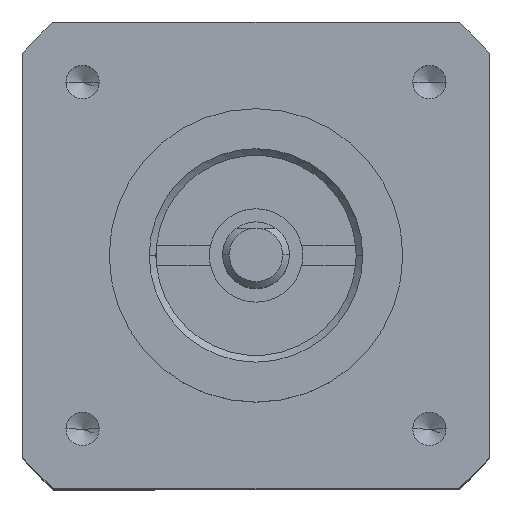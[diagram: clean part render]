
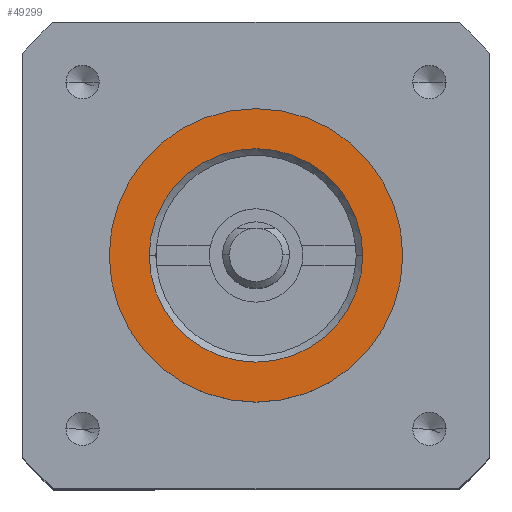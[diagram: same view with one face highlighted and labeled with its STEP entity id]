
A CAD part, top view. The second image highlights one B-rep face of the part: STEP entity #49299.
In plain terms, the highlighted planar face has unit normal (0, 0, 1).
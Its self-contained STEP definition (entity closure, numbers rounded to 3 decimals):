
#141 = CARTESIAN_POINT ( 'NONE',  ( 0., 0., 34. ) ) ;
#2439 = DIRECTION ( 'NONE',  ( 1., 0., 0. ) ) ;
#3953 = AXIS2_PLACEMENT_3D ( 'NONE', #141, #80449, #39317 ) ;
#6631 = EDGE_LOOP ( 'NONE', ( #95764, #66931 ) ) ;
#8289 = PLANE ( 'NONE',  #3953 ) ;
#13077 = AXIS2_PLACEMENT_3D ( 'NONE', #62747, #80537, #38348 ) ;
#15763 = AXIS2_PLACEMENT_3D ( 'NONE', #23848, #105744, #82365 ) ;
#21232 = DIRECTION ( 'NONE',  ( 0., 0., 1. ) ) ;
#21647 = EDGE_CURVE ( 'NONE', #98003, #60561, #87626, .T. ) ;
#23848 = CARTESIAN_POINT ( 'NONE',  ( 0., 0., 34. ) ) ;
#24062 = EDGE_CURVE ( 'NONE', #39831, #26363, #70937, .T. ) ;
#26363 = VERTEX_POINT ( 'NONE', #106804 ) ;
#28910 = DIRECTION ( 'NONE',  ( 1., 0., 0. ) ) ;
#33593 = EDGE_CURVE ( 'NONE', #26363, #39831, #97211, .T. ) ;
#36152 = CARTESIAN_POINT ( 'NONE',  ( 0., 0., 34. ) ) ;
#38348 = DIRECTION ( 'NONE',  ( 1., 0., 0. ) ) ;
#39317 = DIRECTION ( 'NONE',  ( 1., 0., 0. ) ) ;
#39831 = VERTEX_POINT ( 'NONE', #54911 ) ;
#49299 = ADVANCED_FACE ( 'NONE', ( #72303, #64226 ), #8289, .T. ) ;
#54911 = CARTESIAN_POINT ( 'NONE',  ( 11., 0., 34. ) ) ;
#55433 = CARTESIAN_POINT ( 'NONE',  ( 0., 0., 34. ) ) ;
#55646 = CARTESIAN_POINT ( 'NONE',  ( -8., 0., 34. ) ) ;
#60561 = VERTEX_POINT ( 'NONE', #55646 ) ;
#62747 = CARTESIAN_POINT ( 'NONE',  ( 0., 0., 34. ) ) ;
#64226 = FACE_OUTER_BOUND ( 'NONE', #6631, .T. ) ;
#66931 = ORIENTED_EDGE ( 'NONE', *, *, #24062, .T. ) ;
#68681 = EDGE_LOOP ( 'NONE', ( #88329, #84899 ) ) ;
#69231 = EDGE_CURVE ( 'NONE', #60561, #98003, #77007, .T. ) ;
#70298 = CARTESIAN_POINT ( 'NONE',  ( 8., 0., 34. ) ) ;
#70937 = CIRCLE ( 'NONE', #75870, 11. ) ;
#72303 = FACE_BOUND ( 'NONE', #68681, .T. ) ;
#75870 = AXIS2_PLACEMENT_3D ( 'NONE', #36152, #76768, #2439 ) ;
#76768 = DIRECTION ( 'NONE',  ( 0., 0., 1. ) ) ;
#77007 = CIRCLE ( 'NONE', #13077, 8. ) ;
#80449 = DIRECTION ( 'NONE',  ( 0., 0., 1. ) ) ;
#80537 = DIRECTION ( 'NONE',  ( 0., 0., 1. ) ) ;
#82365 = DIRECTION ( 'NONE',  ( 1., 0., 0. ) ) ;
#84220 = AXIS2_PLACEMENT_3D ( 'NONE', #55433, #21232, #28910 ) ;
#84899 = ORIENTED_EDGE ( 'NONE', *, *, #69231, .F. ) ;
#87626 = CIRCLE ( 'NONE', #84220, 8. ) ;
#88329 = ORIENTED_EDGE ( 'NONE', *, *, #21647, .F. ) ;
#95764 = ORIENTED_EDGE ( 'NONE', *, *, #33593, .T. ) ;
#97211 = CIRCLE ( 'NONE', #15763, 11. ) ;
#98003 = VERTEX_POINT ( 'NONE', #70298 ) ;
#105744 = DIRECTION ( 'NONE',  ( 0., 0., 1. ) ) ;
#106804 = CARTESIAN_POINT ( 'NONE',  ( -11., 0., 34. ) ) ;
